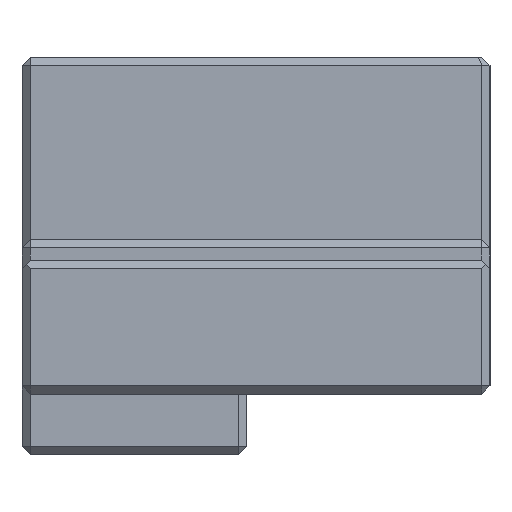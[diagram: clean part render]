
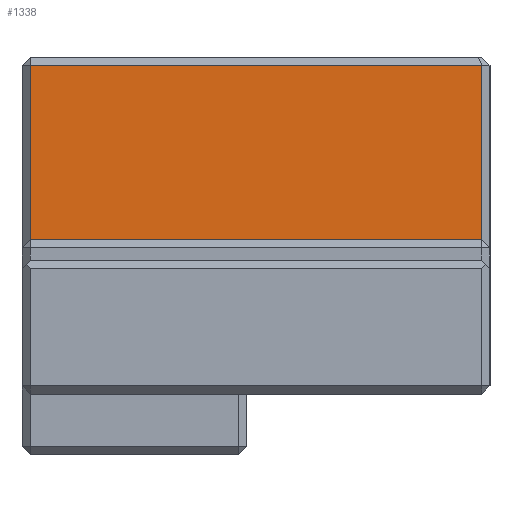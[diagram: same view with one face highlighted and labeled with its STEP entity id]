
A CAD part, left-side view. The second image highlights one B-rep face of the part: STEP entity #1338.
In plain terms, the highlighted planar face has unit normal (-1, 0, 0).
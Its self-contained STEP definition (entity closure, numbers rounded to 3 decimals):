
#87=FACE_OUTER_BOUND('',#174,.T.);
#174=EDGE_LOOP('',(#1027,#1028,#1029,#1030));
#315=LINE('',#2085,#484);
#324=LINE('',#2104,#493);
#325=LINE('',#2105,#494);
#326=LINE('',#2106,#495);
#484=VECTOR('',#1684,10.);
#493=VECTOR('',#1701,10.);
#494=VECTOR('',#1702,10.);
#495=VECTOR('',#1703,10.);
#629=VERTEX_POINT('',#2069);
#631=VERTEX_POINT('',#2084);
#636=VERTEX_POINT('',#2102);
#637=VERTEX_POINT('',#2103);
#771=EDGE_CURVE('',#631,#629,#315,.T.);
#780=EDGE_CURVE('',#636,#637,#324,.T.);
#781=EDGE_CURVE('',#631,#636,#325,.T.);
#782=EDGE_CURVE('',#629,#637,#326,.T.);
#1027=ORIENTED_EDGE('',*,*,#780,.F.);
#1028=ORIENTED_EDGE('',*,*,#781,.F.);
#1029=ORIENTED_EDGE('',*,*,#771,.T.);
#1030=ORIENTED_EDGE('',*,*,#782,.T.);
#1260=PLANE('',#1443);
#1338=ADVANCED_FACE('',(#87),#1260,.F.);
#1443=AXIS2_PLACEMENT_3D('',#2101,#1699,#1700);
#1684=DIRECTION('',(0.,-1.,0.));
#1699=DIRECTION('center_axis',(1.,0.,0.));
#1700=DIRECTION('ref_axis',(0.,-1.,0.));
#1701=DIRECTION('',(0.,-1.,0.));
#1702=DIRECTION('',(0.,0.,1.));
#1703=DIRECTION('',(0.,0.,1.));
#2069=CARTESIAN_POINT('',(54.05,271.4,19.85));
#2084=CARTESIAN_POINT('',(54.05,293.65,19.85));
#2085=CARTESIAN_POINT('',(54.05,276.763,19.85));
#2101=CARTESIAN_POINT('Origin',(54.05,294.05,29.85));
#2102=CARTESIAN_POINT('',(54.05,293.65,29.45));
#2103=CARTESIAN_POINT('',(54.05,271.4,29.45));
#2104=CARTESIAN_POINT('',(54.05,288.288,29.45));
#2105=CARTESIAN_POINT('',(54.05,293.65,70.895));
#2106=CARTESIAN_POINT('',(54.05,271.4,14.925));
